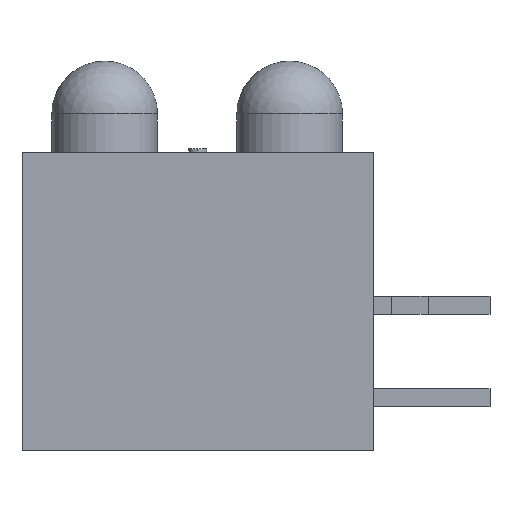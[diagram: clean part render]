
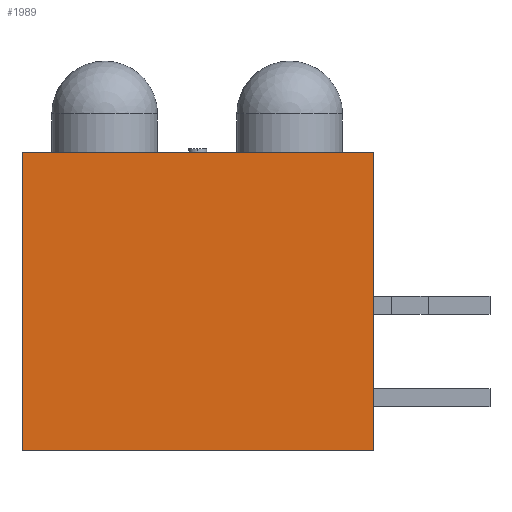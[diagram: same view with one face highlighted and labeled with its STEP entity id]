
A CAD part, left-side view. The second image highlights one B-rep face of the part: STEP entity #1989.
In plain terms, the highlighted planar face has unit normal (-1, 0, 0).
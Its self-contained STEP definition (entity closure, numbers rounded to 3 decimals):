
#1465 = VERTEX_POINT ( 'NONE', #18157 ) ;
#1834 = EDGE_CURVE ( 'NONE', #1835, #1465, #19279, .T. ) ;
#1835 = VERTEX_POINT ( 'NONE', #19275 ) ;
#1880 = EDGE_CURVE ( 'NONE', #1835, #1881, #19397, .T. ) ;
#1881 = VERTEX_POINT ( 'NONE', #19393 ) ;
#1897 = VERTEX_POINT ( 'NONE', #19430 ) ;
#1899 = EDGE_CURVE ( 'NONE', #1465, #1897, #19428, .T. ) ;
#1971 = ORIENTED_EDGE ( 'NONE', *, *, #1899, .T. ) ;
#1988 = EDGE_CURVE ( 'NONE', #1881, #1897, #19710, .T. ) ;
#1989 = ADVANCED_FACE ( 'NONE', ( #19706 ), #19743, .F. ) ;
#1990 = EDGE_LOOP ( 'NONE', ( #1991, #1992, #1993, #1971 ) ) ;
#1991 = ORIENTED_EDGE ( 'NONE', *, *, #1988, .F. ) ;
#1992 = ORIENTED_EDGE ( 'NONE', *, *, #1880, .F. ) ;
#1993 = ORIENTED_EDGE ( 'NONE', *, *, #1834, .T. ) ;
#18157 = CARTESIAN_POINT ( 'NONE',  ( -2.15, 4.825, -4.1 ) ) ;
#19275 = CARTESIAN_POINT ( 'NONE',  ( -2.15, 4.825, 4.1 ) ) ;
#19276 = DIRECTION ( 'NONE',  ( 0., 0., -1. ) ) ;
#19277 = VECTOR ( 'NONE', #19276, 1000. ) ;
#19278 = CARTESIAN_POINT ( 'NONE',  ( -2.15, 4.825, -10.534 ) ) ;
#19279 = LINE ( 'NONE', #19278, #19277 ) ;
#19393 = CARTESIAN_POINT ( 'NONE',  ( -2.15, -4.825, 4.1 ) ) ;
#19394 = DIRECTION ( 'NONE',  ( 0., -1., 0. ) ) ;
#19395 = VECTOR ( 'NONE', #19394, 1000. ) ;
#19396 = CARTESIAN_POINT ( 'NONE',  ( -2.15, 0.023, 4.1 ) ) ;
#19397 = LINE ( 'NONE', #19396, #19395 ) ;
#19425 = DIRECTION ( 'NONE',  ( 0., -1., 0. ) ) ;
#19426 = VECTOR ( 'NONE', #19425, 1000. ) ;
#19427 = CARTESIAN_POINT ( 'NONE',  ( -2.15, 0.023, -4.1 ) ) ;
#19428 = LINE ( 'NONE', #19427, #19426 ) ;
#19430 = CARTESIAN_POINT ( 'NONE',  ( -2.15, -4.825, -4.1 ) ) ;
#19706 = FACE_OUTER_BOUND ( 'NONE', #1990, .T. ) ;
#19707 = DIRECTION ( 'NONE',  ( 0., 0., -1. ) ) ;
#19708 = VECTOR ( 'NONE', #19707, 1000. ) ;
#19709 = CARTESIAN_POINT ( 'NONE',  ( -2.15, -4.825, -10.534 ) ) ;
#19710 = LINE ( 'NONE', #19709, #19708 ) ;
#19737 = DIRECTION ( 'NONE',  ( 0., 0., -1. ) ) ;
#19738 = DIRECTION ( 'NONE',  ( 1., 0., 0. ) ) ;
#19739 = CARTESIAN_POINT ( 'NONE',  ( -2.15, 0.023, -10.534 ) ) ;
#19740 = AXIS2_PLACEMENT_3D ( 'NONE', #19739, #19738, #19737 ) ;
#19743 = PLANE ( 'NONE',  #19740 ) ;
